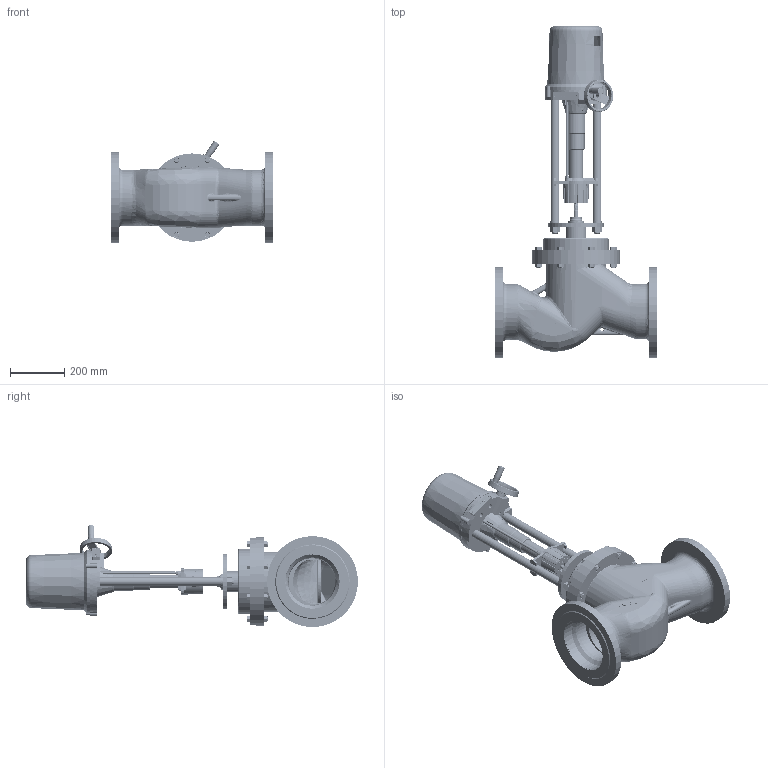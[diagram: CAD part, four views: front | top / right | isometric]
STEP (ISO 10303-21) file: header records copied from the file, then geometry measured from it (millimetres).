
FILE_DESCRIPTION(/* description */ (''),/* implementation_level */ '2;1');
FILE_NAME(/* name */ 'Р11 DN200 + ЭПА_ЭПР 314.stp',/* time_stamp */ '2024-03-17T13:18:53+03:00',/* author */ ('kostr'),/* organization */ (''),/* preprocessor_version */ 'ST-DEVELOPER v18.1',/* originating_system */ 'AutoCAD Mechanical',/* authorisation */ '');
FILE_SCHEMA (('AUTOMOTIVE_DESIGN { 1 0 10303 214 3 1 1 }'));
Length unit declared in the file: millimetre
Products named in the file (27): Product; Product$1$ATF; 300B-06-04 底座（改）; 300-06-05 支架立柱（内螺纹）; 300-06-06 定制内六角圆柱头螺钉; lock washers external teeth gb_GB_LOCK_WASHERS_TYPE3 16; o-rings series g gb_GB-T 3452.1 50x2.65-G; 300-03-05 行程螺纹套筒; 300-03-03 套筒座; 300-05-07 手轮轴座; hex socket set screws with flat point gb_GB_FASTENER_SCREWS_HSFP M6X1
2-N; 300-03-04 堵油垫片; 碟形弹簧组合 70×35.5×4.SL
DPRT; 碟形弹簧 70×35.5×4; 300-03-02 连接件; hex socket set screws with flat point gb_GB_FASTENER_SCREWS_HSFP M6X2
0-N; 300-03-01 压紧螺纹垫; hex socket set screws with flat point gb_GB_FASTENER_SCREWS_HSFP M6X8
-N; 300-05-03-05 轴套（同轴（II）底座铜套）; 300-02-06 行程反馈杆; hexagon nuts grade c gb_GB_FASTENER_NUT_SNC1 M8-N; 300B-04-05防护罩 开窗示意图; 200B-03-13 底座按键压板_ü_1°
__¨1_1___; 200B-03-14 底座按键胶垫_ü_oμ_
_¨1_o_ì_; ASME B18.21.2M - 20A; ISO 4033 - M20ISO; 208手轮示意图
Assembly tree (35 placements, depth 4):
  Product
    Product$1$ATF
      300B-06-04 底座（改）
      300-06-05 支架立柱（内螺纹）  x2
      300-06-06 定制内六角圆柱头螺钉  x2
      lock washers external teeth gb_GB_LOCK_WASHERS_TYPE3 16  x2
      o-rings series g gb_GB-T 3452.1 50x2.65-G
      300-03-05 行程螺纹套筒
      300-03-03 套筒座
      300-05-07 手轮轴座
      hex socket set screws with flat point gb_GB_FASTENER_SCREWS_HSFP M6X1
2-N
      300-03-04 堵油垫片
      碟形弹簧组合 70×35.5×4.SL
DPRT
        碟形弹簧 70×35.5×4  x5
      300-03-02 连接件
      hex socket set screws with flat point gb_GB_FASTENER_SCREWS_HSFP M6X2
0-N
      300-03-01 压紧螺纹垫
      hex socket set screws with flat point gb_GB_FASTENER_SCREWS_HSFP M6X8
-N
      300-05-03-05 轴套（同轴（II）底座铜套）
      300-02-06 行程反馈杆
      hexagon nuts grade c gb_GB_FASTENER_NUT_SNC1 M8-N
      300B-04-05防护罩 开窗示意图
      200B-03-13 底座按键压板_ü_1°
__¨1_1___
      200B-03-14 底座按键胶垫_ü_oμ_
_¨1_o_ì_
      ASME B18.21.2M - 20A  x2
      ISO 4033 - M20ISO  x2
      208手轮示意图
Bounding box: 600 x 1222.14 x 376.12 mm (x, y, z)
Volume: 18516935.3 mm3; surface area: 3077313.2 mm2
Topology: 40 solids, 395 shells, 2700 faces, 8883 edges, 6631 vertices
Faces by surface type: cylinder 1132, plane 1007, bspline 289, cone 197, torus 74, sphere 1
Full cylindrical faces by diameter (mm): 3.3 x5, 4 x2, 4.2 x14, 4.5 x2, 5 x7, 6 x3, 6.647 x1, 6.8 x1, 8 x7, 8.5 x1, 9 x4, 9.5 x4, 10 x1, 11.5 x4, 12 x4, 13.278 x1, 14 x3, 14.5 x1, 15 x1, 15.5 x1, 15.934 x1, 16 x6, 16.5 x2, 16.93 x2, 17.294 x2, 17.85 x1, 18 x560, 18.5 x5, 20 x5, 21 x1
Entity records: 654474 total; most frequent: CARTESIAN_POINT 582778, ORIENTED_EDGE 14355, DIRECTION 12995, EDGE_CURVE 8539, VERTEX_POINT 6430, AXIS2_PLACEMENT_3D 4689, LINE 3617, VECTOR 3617
